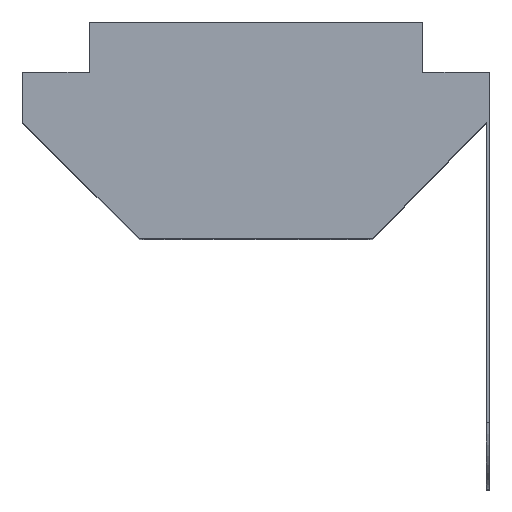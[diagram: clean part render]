
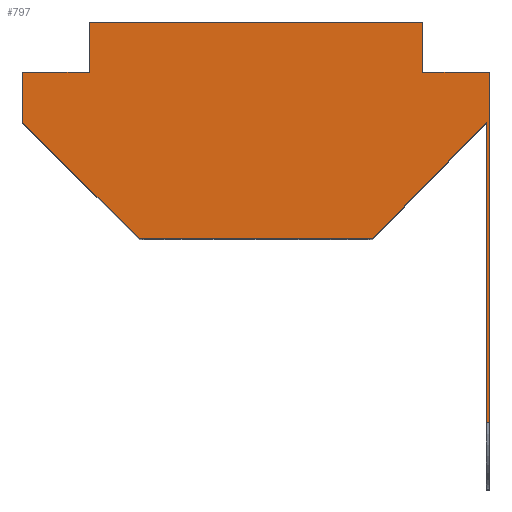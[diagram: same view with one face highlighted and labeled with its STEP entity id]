
A CAD part, top view. The second image highlights one B-rep face of the part: STEP entity #797.
In plain terms, the highlighted planar face has unit normal (0, 0, 1).
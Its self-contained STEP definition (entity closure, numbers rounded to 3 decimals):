
#1 = CARTESIAN_POINT ( 'NONE',  ( 13.9, -12.5, 20. ) ) ;
#21 = EDGE_LOOP ( 'NONE', ( #850, #392, #792, #181, #413, #272, #517, #760, #686, #683, #612, #824 ) ) ;
#38 = VECTOR ( 'NONE', #338, 1000. ) ;
#60 = CARTESIAN_POINT ( 'NONE',  ( 0., -1.5, 20. ) ) ;
#82 = LINE ( 'NONE', #209, #237 ) ;
#103 = CARTESIAN_POINT ( 'NONE',  ( 13.9, -1.5, 20. ) ) ;
#110 = CARTESIAN_POINT ( 'NONE',  ( 3.5, -5., 20. ) ) ;
#113 = DIRECTION ( 'NONE',  ( 1., 0., 0. ) ) ;
#131 = CARTESIAN_POINT ( 'NONE',  ( 14., -10.5, 20. ) ) ;
#151 = LINE ( 'NONE', #633, #624 ) ;
#152 = VECTOR ( 'NONE', #377, 1000. ) ;
#169 = VERTEX_POINT ( 'NONE', #513 ) ;
#172 = EDGE_CURVE ( 'NONE', #574, #640, #707, .T. ) ;
#173 = LINE ( 'NONE', #849, #309 ) ;
#179 = VECTOR ( 'NONE', #676, 1000. ) ;
#180 = CARTESIAN_POINT ( 'NONE',  ( 0., -10.5, 20. ) ) ;
#181 = ORIENTED_EDGE ( 'NONE', *, *, #664, .F. ) ;
#185 = LINE ( 'NONE', #712, #476 ) ;
#208 = EDGE_CURVE ( 'NONE', #351, #749, #278, .T. ) ;
#209 = CARTESIAN_POINT ( 'NONE',  ( 0., 0., 20. ) ) ;
#214 = EDGE_CURVE ( 'NONE', #354, #820, #605, .T. ) ;
#220 = CARTESIAN_POINT ( 'NONE',  ( 13.9, -1.5, 20. ) ) ;
#233 = CARTESIAN_POINT ( 'NONE',  ( 12., 0., 20. ) ) ;
#237 = VECTOR ( 'NONE', #682, 1000. ) ;
#242 = EDGE_CURVE ( 'NONE', #809, #589, #467, .T. ) ;
#244 = VERTEX_POINT ( 'NONE', #131 ) ;
#271 = CARTESIAN_POINT ( 'NONE',  ( 14., 0., 20. ) ) ;
#272 = ORIENTED_EDGE ( 'NONE', *, *, #684, .F. ) ;
#277 = VERTEX_POINT ( 'NONE', #271 ) ;
#278 = LINE ( 'NONE', #533, #395 ) ;
#287 = CARTESIAN_POINT ( 'NONE',  ( 2., 0., 20. ) ) ;
#295 = CARTESIAN_POINT ( 'NONE',  ( 13.9, -10.5, 20. ) ) ;
#304 = CARTESIAN_POINT ( 'NONE',  ( 0., 0., 20. ) ) ;
#309 = VECTOR ( 'NONE', #375, 1000. ) ;
#310 = DIRECTION ( 'NONE',  ( 1., 0., 0. ) ) ;
#333 = DIRECTION ( 'NONE',  ( 0., 1., 0. ) ) ;
#338 = DIRECTION ( 'NONE',  ( 0., 1., 0. ) ) ;
#345 = DIRECTION ( 'NONE',  ( 0., -1., 0. ) ) ;
#346 = VERTEX_POINT ( 'NONE', #295 ) ;
#351 = VERTEX_POINT ( 'NONE', #362 ) ;
#354 = VERTEX_POINT ( 'NONE', #287 ) ;
#362 = CARTESIAN_POINT ( 'NONE',  ( 12., 1.5, 20. ) ) ;
#372 = CARTESIAN_POINT ( 'NONE',  ( 10.5, -5., 20. ) ) ;
#375 = DIRECTION ( 'NONE',  ( 1., 0., 0. ) ) ;
#377 = DIRECTION ( 'NONE',  ( -0.697, -0.717, 0. ) ) ;
#392 = ORIENTED_EDGE ( 'NONE', *, *, #726, .T. ) ;
#394 = CARTESIAN_POINT ( 'NONE',  ( 2., 0., 20. ) ) ;
#395 = VECTOR ( 'NONE', #345, 1000. ) ;
#398 = EDGE_CURVE ( 'NONE', #589, #354, #82, .T. ) ;
#409 = CARTESIAN_POINT ( 'NONE',  ( 10.5, -5., 20. ) ) ;
#413 = ORIENTED_EDGE ( 'NONE', *, *, #208, .F. ) ;
#445 = VECTOR ( 'NONE', #616, 1000. ) ;
#461 = VECTOR ( 'NONE', #658, 1000. ) ;
#463 = LINE ( 'NONE', #409, #179 ) ;
#467 = LINE ( 'NONE', #472, #445 ) ;
#472 = CARTESIAN_POINT ( 'NONE',  ( 0., -1.5, 20. ) ) ;
#476 = VECTOR ( 'NONE', #705, 1000. ) ;
#491 = EDGE_CURVE ( 'NONE', #640, #169, #463, .T. ) ;
#504 = AXIS2_PLACEMENT_3D ( 'NONE', #304, #708, #310 ) ;
#513 = CARTESIAN_POINT ( 'NONE',  ( 3.5, -5., 20. ) ) ;
#517 = ORIENTED_EDGE ( 'NONE', *, *, #214, .F. ) ;
#533 = CARTESIAN_POINT ( 'NONE',  ( 12., 1.5, 20. ) ) ;
#535 = EDGE_CURVE ( 'NONE', #346, #574, #606, .T. ) ;
#574 = VERTEX_POINT ( 'NONE', #220 ) ;
#589 = VERTEX_POINT ( 'NONE', #639 ) ;
#605 = LINE ( 'NONE', #394, #661 ) ;
#606 = LINE ( 'NONE', #1, #38 ) ;
#610 = VECTOR ( 'NONE', #113, 1000. ) ;
#612 = ORIENTED_EDGE ( 'NONE', *, *, #491, .F. ) ;
#616 = DIRECTION ( 'NONE',  ( 0., 1., 0. ) ) ;
#624 = VECTOR ( 'NONE', #625, 1000. ) ;
#625 = DIRECTION ( 'NONE',  ( 1., 0., 0. ) ) ;
#633 = CARTESIAN_POINT ( 'NONE',  ( 12., 0., 20. ) ) ;
#639 = CARTESIAN_POINT ( 'NONE',  ( 0., 0., 20. ) ) ;
#640 = VERTEX_POINT ( 'NONE', #372 ) ;
#642 = PLANE ( 'NONE',  #504 ) ;
#658 = DIRECTION ( 'NONE',  ( -0.707, 0.707, 0. ) ) ;
#661 = VECTOR ( 'NONE', #333, 1000. ) ;
#664 = EDGE_CURVE ( 'NONE', #749, #277, #151, .T. ) ;
#676 = DIRECTION ( 'NONE',  ( -1., 0., 0. ) ) ;
#682 = DIRECTION ( 'NONE',  ( 1., 0., 0. ) ) ;
#683 = ORIENTED_EDGE ( 'NONE', *, *, #767, .F. ) ;
#684 = EDGE_CURVE ( 'NONE', #820, #351, #173, .T. ) ;
#686 = ORIENTED_EDGE ( 'NONE', *, *, #242, .F. ) ;
#705 = DIRECTION ( 'NONE',  ( 0., -1., 0. ) ) ;
#707 = LINE ( 'NONE', #103, #152 ) ;
#708 = DIRECTION ( 'NONE',  ( 0., 0., 1. ) ) ;
#712 = CARTESIAN_POINT ( 'NONE',  ( 14., 1.5, 20. ) ) ;
#726 = EDGE_CURVE ( 'NONE', #346, #244, #791, .T. ) ;
#727 = CARTESIAN_POINT ( 'NONE',  ( 2., 1.5, 20. ) ) ;
#739 = EDGE_CURVE ( 'NONE', #277, #244, #185, .T. ) ;
#749 = VERTEX_POINT ( 'NONE', #233 ) ;
#760 = ORIENTED_EDGE ( 'NONE', *, *, #398, .F. ) ;
#767 = EDGE_CURVE ( 'NONE', #169, #809, #782, .T. ) ;
#779 = FACE_OUTER_BOUND ( 'NONE', #21, .T. ) ;
#782 = LINE ( 'NONE', #110, #461 ) ;
#791 = LINE ( 'NONE', #180, #610 ) ;
#792 = ORIENTED_EDGE ( 'NONE', *, *, #739, .F. ) ;
#797 = ADVANCED_FACE ( 'NONE', ( #779 ), #642, .T. ) ;
#809 = VERTEX_POINT ( 'NONE', #60 ) ;
#820 = VERTEX_POINT ( 'NONE', #727 ) ;
#824 = ORIENTED_EDGE ( 'NONE', *, *, #172, .F. ) ;
#849 = CARTESIAN_POINT ( 'NONE',  ( 0., 1.5, 20. ) ) ;
#850 = ORIENTED_EDGE ( 'NONE', *, *, #535, .F. ) ;
